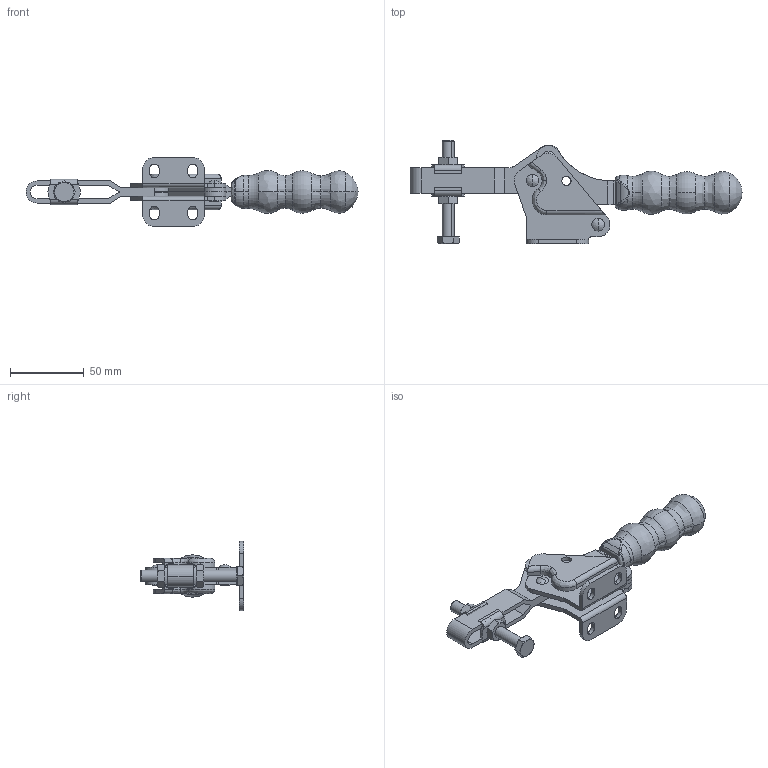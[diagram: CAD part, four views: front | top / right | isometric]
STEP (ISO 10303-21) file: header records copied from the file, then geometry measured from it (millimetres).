
FILE_DESCRIPTION (( 'STEP AP214' ), '1' );
FILE_NAME ('GH-22502-BB.STEP', '2020-10-21T08:59:03', ( 'LinWei' ), ( '' ), 'SwSTEP 2.0', 'SolidWorks 2016', '' );
FILE_SCHEMA (( 'AUTOMOTIVE_DESIGN' ));
Length unit declared in the file: millimetre
Products named in the file (12): GH-SA-086512; 822502B82; Revit-3.0-4_D4.8-L12.0; Hexagon Nut_3_JIS_JIS B 1181 Hexagon nut - Class 3 Finished M8 --N; fw516; 鏡射122502B05; 鏡射122502B13; 122502B05; 122502B01; 122502B08; 122502B13; GH-22502-BB
Assembly tree (16 placements, depth 2):
  GH-22502-BB
    122502B13
    122502B08
    122502B01
    122502B05
    鏡射122502B13
    鏡射122502B05
    fw516  x2
    Hexagon Nut_3_JIS_JIS B 1181 Hexagon nut - Class 3 Finished M8 --N  x2
    Revit-3.0-4_D4.8-L12.0  x4
    822502B82
    GH-SA-086512
Bounding box: 225 x 70 x 47 mm (x, y, z)
Volume: 80239.5 mm3; surface area: 58091.3 mm2
Topology: 16 solids, 17 shells, 457 faces, 1167 edges, 731 vertices
Faces by surface type: cylinder 175, plane 151, bspline 76, cone 46, torus 9
Entity records: 14488 total; most frequent: CARTESIAN_POINT 5136, ORIENTED_EDGE 1878, DIRECTION 1833, EDGE_CURVE 953, AXIS2_PLACEMENT_3D 703, VERTEX_POINT 610, LINE 427, EDGE_LOOP 427
